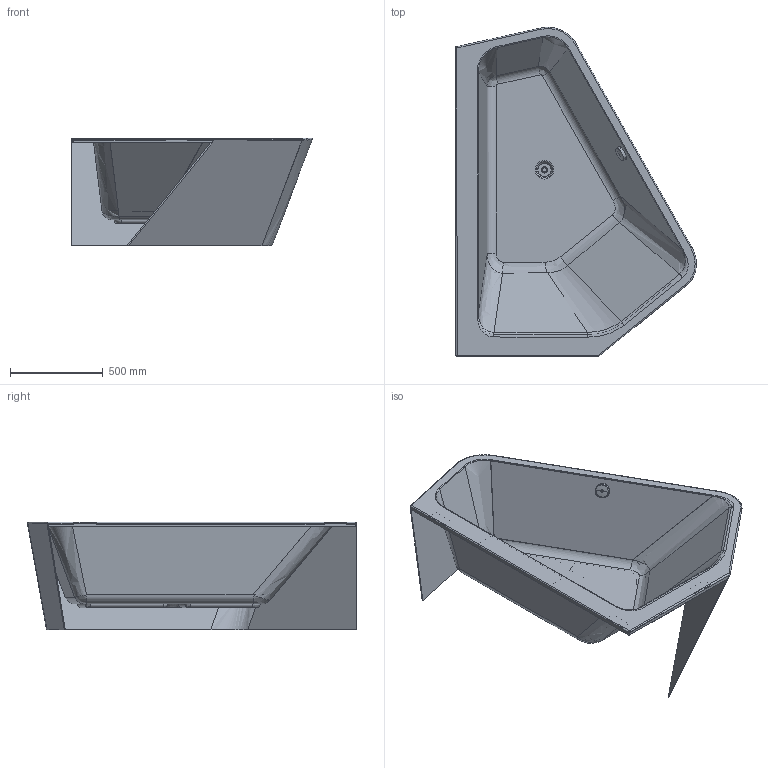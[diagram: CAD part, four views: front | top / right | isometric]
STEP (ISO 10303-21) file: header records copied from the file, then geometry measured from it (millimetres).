
FILE_DESCRIPTION((''),'2;1');
FILE_NAME('700394.stp','2015-05-28T22:40:47',('Administrator'),(''),'Autodesk Inventor 2011','Autodesk Inventor 2011','');
FILE_SCHEMA(('CONFIG_CONTROL_DESIGN'));
Length unit declared in the file: millimetre
Products named in the file (4): 700394; Stopfen PAIOVA 5; Verschluss_Ueberlauf PAIOVA 5
Assembly tree (3 placements, depth 2):
  700394
    700394
    Stopfen PAIOVA 5
    Verschluss_Ueberlauf PAIOVA 5
Bounding box: 1294.36 x 1770.16 x 580 mm (x, y, z)
Volume: 31142981.5 mm3; surface area: 9099601 mm2
Topology: 3 solids, 3 shells, 312 faces, 830 edges, 511 vertices
Faces by surface type: plane 142, bspline 74, cylinder 73, torus 10, sphere 7, cone 5, revolution 1
Full cylindrical faces by diameter (mm): 9.2 x1, 13 x1, 14.5 x1, 24 x1, 29.2 x1, 32 x2, 52 x2, 72 x1
Entity records: 17077 total; most frequent: CARTESIAN_POINT 9442, ORIENTED_EDGE 1580, DIRECTION 1445, EDGE_CURVE 790, AXIS2_PLACEMENT_3D 509, VERTEX_POINT 497, VECTOR 426, LINE 426
